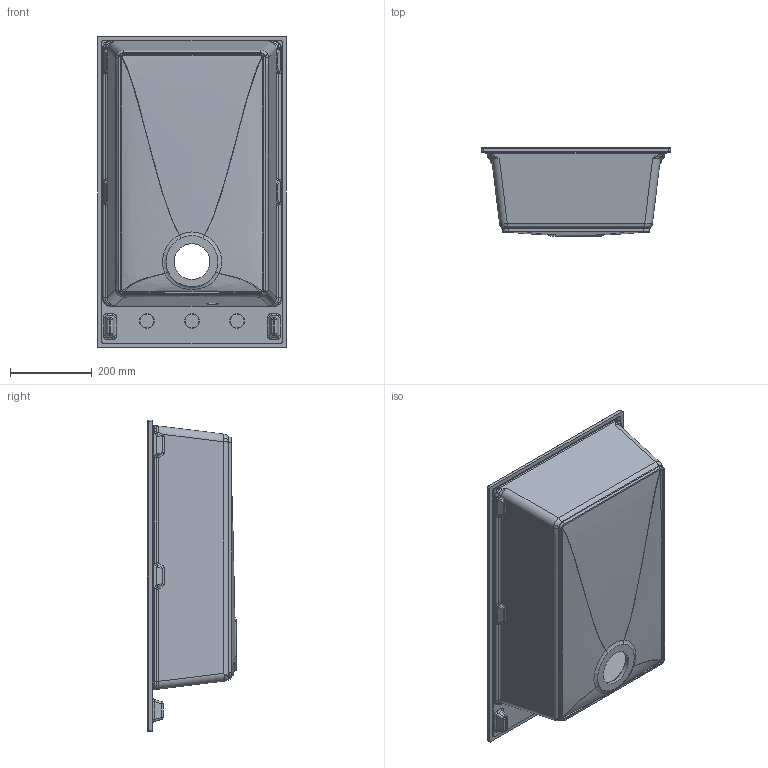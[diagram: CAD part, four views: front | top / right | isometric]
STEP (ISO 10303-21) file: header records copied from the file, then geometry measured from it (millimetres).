
FILE_DESCRIPTION (( 'STEP AP214' ), '1' );
FILE_NAME ('Lagoon 760.STEP', '2022-07-06T10:58:06', ( 'User Windows' ), ( '' ), 'SwSTEP 2.0', 'SolidWorks 2020', '' );
FILE_SCHEMA (( 'AUTOMOTIVE_DESIGN' ));
Length unit declared in the file: millimetre
Products named in the file (1): Lagoon 760
Bounding box: 461.05 x 215 x 761.05 mm (x, y, z)
Volume: 6922526.1 mm3; surface area: 1379821.2 mm2
Topology: 1 solids, 1 shells, 369 faces, 890 edges, 512 vertices
Faces by surface type: bspline 189, cylinder 93, plane 61, cone 10, torus 8, sphere 8
Full cylindrical faces by diameter (mm): 30 x1
Entity records: 30028 total; most frequent: CARTESIAN_POINT 23229, ORIENTED_EDGE 1710, DIRECTION 1004, EDGE_CURVE 855, VERTEX_POINT 508, AXIS2_PLACEMENT_3D 393, EDGE_LOOP 393, FACE_OUTER_BOUND 378
